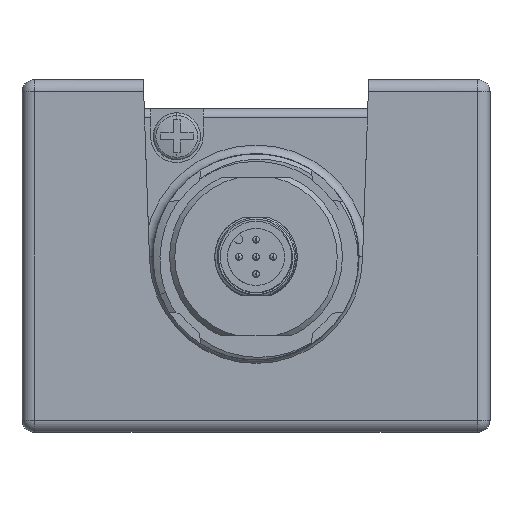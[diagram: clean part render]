
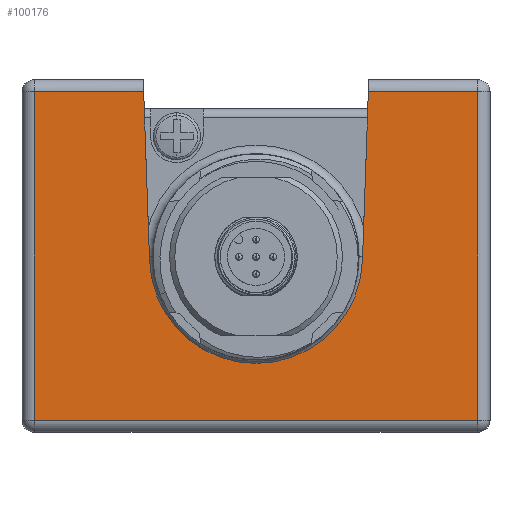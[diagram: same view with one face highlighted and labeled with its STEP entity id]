
A CAD part, front view. The second image highlights one B-rep face of the part: STEP entity #100176.
In plain terms, the highlighted planar face has unit normal (0, -1, 0).
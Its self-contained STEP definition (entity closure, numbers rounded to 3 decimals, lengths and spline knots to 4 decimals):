
#90298=DIRECTION('',(1.,0.,0.));
#90299=VECTOR('',#90298,0.6266);
#90300=CARTESIAN_POINT('',(-1.27,0.,1.95));
#90301=LINE('',#90300,#90299);
#90302=DIRECTION('',(0.035,0.,-0.999));
#90303=VECTOR('',#90302,0.9669);
#90304=CARTESIAN_POINT('',(-0.6434,0.,1.95));
#90305=LINE('',#90304,#90303);
#90306=CARTESIAN_POINT('',(0.,0.,1.005));
#90307=DIRECTION('',(0.,1.,0.));
#90308=DIRECTION('',(0.999,0.,-0.035));
#90309=AXIS2_PLACEMENT_3D('',#90306,#90307,#90308);
#90311=DIRECTION('',(-0.035,0.,-0.999));
#90312=VECTOR('',#90311,0.9669);
#90313=CARTESIAN_POINT('',(0.6434,0.,1.95));
#90314=LINE('',#90313,#90312);
#90315=DIRECTION('',(1.,0.,0.));
#90316=VECTOR('',#90315,0.6266);
#90317=CARTESIAN_POINT('',(0.6434,0.,1.95));
#90318=LINE('',#90317,#90316);
#90319=DIRECTION('',(0.,0.,-1.));
#90320=VECTOR('',#90319,1.88);
#90321=CARTESIAN_POINT('',(1.27,0.,1.95));
#90322=LINE('',#90321,#90320);
#90323=DIRECTION('',(-1.,0.,0.));
#90324=VECTOR('',#90323,2.54);
#90325=CARTESIAN_POINT('',(1.27,0.,0.07));
#90326=LINE('',#90325,#90324);
#90327=DIRECTION('',(0.,0.,1.));
#90328=VECTOR('',#90327,1.88);
#90329=CARTESIAN_POINT('',(-1.27,0.,0.07));
#90330=LINE('',#90329,#90328);
#97952=CARTESIAN_POINT('',(0.6096,0.,0.9837));
#97953=CARTESIAN_POINT('',(-0.6096,0.,0.9837));
#97954=VERTEX_POINT('',#97952);
#97955=VERTEX_POINT('',#97953);
#99412=CARTESIAN_POINT('',(-1.27,0.,1.95));
#99413=CARTESIAN_POINT('',(-0.6434,0.,1.95));
#99414=VERTEX_POINT('',#99412);
#99415=VERTEX_POINT('',#99413);
#99424=CARTESIAN_POINT('',(-1.27,0.,0.07));
#99425=VERTEX_POINT('',#99424);
#99432=CARTESIAN_POINT('',(1.27,0.,0.07));
#99433=VERTEX_POINT('',#99432);
#99440=CARTESIAN_POINT('',(1.27,0.,1.95));
#99441=VERTEX_POINT('',#99440);
#99446=CARTESIAN_POINT('',(0.6434,0.,1.95));
#99447=VERTEX_POINT('',#99446);
#100157=CARTESIAN_POINT('',(-1.34,0.,0.));
#100158=DIRECTION('',(0.,-1.,0.));
#100159=DIRECTION('',(1.,0.,0.));
#100160=AXIS2_PLACEMENT_3D('',#100157,#100158,#100159);
#100161=PLANE('',#100160);
#100162=ORIENTED_EDGE('',*,*,#100147,.T.);
#100164=ORIENTED_EDGE('',*,*,#100163,.T.);
#100166=ORIENTED_EDGE('',*,*,#100165,.F.);
#100168=ORIENTED_EDGE('',*,*,#100167,.F.);
#100169=ORIENTED_EDGE('',*,*,#100101,.T.);
#100170=ORIENTED_EDGE('',*,*,#100030,.T.);
#100171=ORIENTED_EDGE('',*,*,#99925,.T.);
#100173=ORIENTED_EDGE('',*,*,#100172,.T.);
#100174=EDGE_LOOP('',(#100162,#100164,#100166,#100168,#100169,#100170,#100171,
#100173));
#100175=FACE_OUTER_BOUND('',#100174,.F.);
#100176=ADVANCED_FACE('',(#100175),#100161,.T.);
#90310=CIRCLE('',#90309,0.61);
#99925=EDGE_CURVE('',#99433,#99425,#90326,.T.);
#100030=EDGE_CURVE('',#99441,#99433,#90322,.T.);
#100101=EDGE_CURVE('',#99447,#99441,#90318,.T.);
#100147=EDGE_CURVE('',#99414,#99415,#90301,.T.);
#100163=EDGE_CURVE('',#99415,#97955,#90305,.T.);
#100165=EDGE_CURVE('',#97954,#97955,#90310,.T.);
#100167=EDGE_CURVE('',#99447,#97954,#90314,.T.);
#100172=EDGE_CURVE('',#99425,#99414,#90330,.T.);
